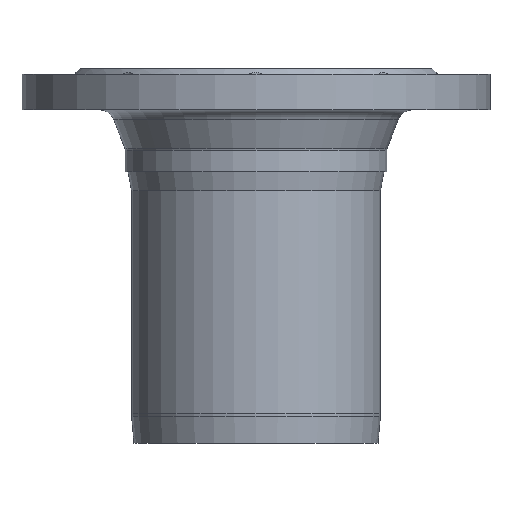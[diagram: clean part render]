
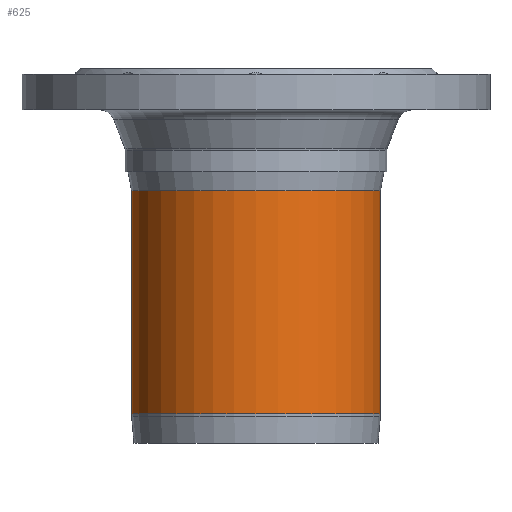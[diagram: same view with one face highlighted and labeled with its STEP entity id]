
A CAD part, front view. The second image highlights one B-rep face of the part: STEP entity #625.
In plain terms, the highlighted cylindrical face has radius 665 mm (diameter 1330 mm), a full revolution.
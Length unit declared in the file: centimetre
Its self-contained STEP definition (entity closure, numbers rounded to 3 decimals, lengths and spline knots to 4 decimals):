
#69=LINE('',#1210,#89);
#89=VECTOR('',#900,66.5);
#107=CYLINDRICAL_SURFACE('',#711,66.5);
#129=FACE_OUTER_BOUND('',#171,.T.);
#171=EDGE_LOOP('',(#552,#553,#554,#555,#556));
#232=CIRCLE('',#709,66.5);
#233=CIRCLE('',#710,66.5);
#234=CIRCLE('',#712,66.5);
#297=VERTEX_POINT('',#1203);
#298=VERTEX_POINT('',#1205);
#299=VERTEX_POINT('',#1209);
#384=EDGE_CURVE('',#297,#298,#232,.T.);
#385=EDGE_CURVE('',#298,#297,#233,.T.);
#386=EDGE_CURVE('',#298,#299,#69,.T.);
#387=EDGE_CURVE('',#299,#299,#234,.T.);
#552=ORIENTED_EDGE('',*,*,#385,.F.);
#553=ORIENTED_EDGE('',*,*,#386,.T.);
#554=ORIENTED_EDGE('',*,*,#387,.T.);
#555=ORIENTED_EDGE('',*,*,#386,.F.);
#556=ORIENTED_EDGE('',*,*,#384,.F.);
#625=ADVANCED_FACE('',(#129),#107,.T.);
#709=AXIS2_PLACEMENT_3D('',#1206,#894,#895);
#710=AXIS2_PLACEMENT_3D('',#1207,#896,#897);
#711=AXIS2_PLACEMENT_3D('',#1208,#898,#899);
#712=AXIS2_PLACEMENT_3D('',#1211,#901,#902);
#894=DIRECTION('center_axis',(0.,0.,-1.));
#895=DIRECTION('ref_axis',(-1.,0.,0.));
#896=DIRECTION('center_axis',(0.,0.,-1.));
#897=DIRECTION('ref_axis',(-1.,0.,0.));
#898=DIRECTION('center_axis',(0.,0.,-1.));
#899=DIRECTION('ref_axis',(1.,0.,0.));
#900=DIRECTION('',(0.,0.,1.));
#901=DIRECTION('center_axis',(0.,0.,-1.));
#902=DIRECTION('ref_axis',(1.,0.,0.));
#1203=CARTESIAN_POINT('',(701.5113,88.5351,-99.7166));
#1205=CARTESIAN_POINT('',(635.0113,155.0351,-99.7166));
#1206=CARTESIAN_POINT('Origin',(701.5113,155.0351,-99.7166));
#1207=CARTESIAN_POINT('Origin',(701.5113,155.0351,-99.7166));
#1208=CARTESIAN_POINT('Origin',(701.5113,155.0351,-40.4643));
#1209=CARTESIAN_POINT('',(635.0113,155.0351,19.421));
#1210=CARTESIAN_POINT('',(635.0113,155.0351,-40.4643));
#1211=CARTESIAN_POINT('Origin',(701.5113,155.0351,19.421));
